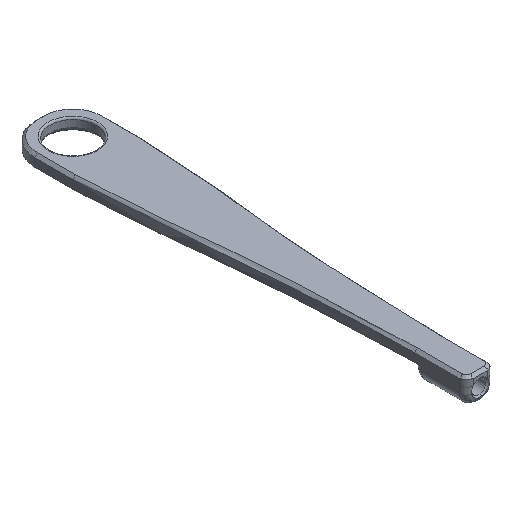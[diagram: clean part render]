
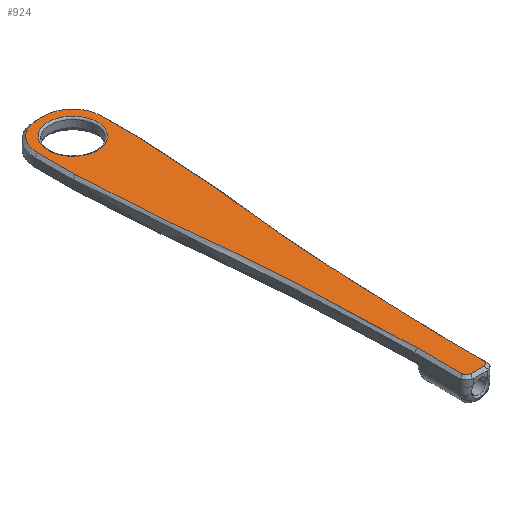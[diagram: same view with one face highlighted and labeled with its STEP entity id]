
A CAD part, isometric view. The second image highlights one B-rep face of the part: STEP entity #924.
In plain terms, the highlighted planar face has unit normal (0, 0, 1).
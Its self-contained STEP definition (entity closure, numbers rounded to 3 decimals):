
#37=FACE_BOUND('',#299,.T.);
#40=B_SPLINE_CURVE_WITH_KNOTS('',3,(#1344,#1345,#1346,#1347,#1348,#1349,
#1350,#1351,#1352,#1353,#1354,#1355,#1356,#1357,#1358,#1359,#1360,#1361,
#1362,#1363),.UNSPECIFIED.,.F.,.F.,(4,1,1,1,1,1,1,1,1,1,1,1,1,1,1,1,1,4),
(-1.,-0.929,-0.857,-0.786,-0.714,
-0.643,-0.571,-0.5,-0.429,
-0.381,-0.333,-0.286,-0.238,
-0.19,-0.143,-0.071,-0.036,
0.),.UNSPECIFIED.);
#41=B_SPLINE_CURVE_WITH_KNOTS('',3,(#1375,#1376,#1377,#1378,#1379,#1380,
#1381,#1382,#1383,#1384,#1385,#1386,#1387,#1388,#1389,#1390,#1391,#1392,
#1393,#1394,#1395,#1396,#1397,#1398,#1399),.UNSPECIFIED.,.F.,.F.,(4,1,1,
1,1,1,1,1,1,1,1,1,1,1,1,1,1,1,1,1,1,1,4),(0.,0.036,
0.071,0.143,0.19,0.238,
0.286,0.321,0.357,0.429,
0.5,0.571,0.667,0.679,
0.69,0.702,0.714,0.738,
0.762,0.81,0.857,0.929,
1.),.UNSPECIFIED.);
#75=ELLIPSE('',#1000,3.464,2.);
#76=ELLIPSE('',#1003,3.464,2.);
#83=PLANE('',#999);
#104=LINE('',#1342,#165);
#105=LINE('',#1365,#166);
#106=LINE('',#1369,#167);
#107=LINE('',#1373,#168);
#108=LINE('',#1401,#169);
#109=LINE('',#1404,#170);
#165=VECTOR('',#1102,10.);
#166=VECTOR('',#1103,10.);
#167=VECTOR('',#1106,10.);
#168=VECTOR('',#1109,10.);
#169=VECTOR('',#1110,10.);
#170=VECTOR('',#1113,10.);
#241=FACE_OUTER_BOUND('',#298,.T.);
#298=EDGE_LOOP('',(#637,#638,#639,#640,#641,#642,#643,#644,#645,#646,#647,
#648));
#299=EDGE_LOOP('',(#649));
#356=CIRCLE('',#994,7.1);
#360=CIRCLE('',#1001,8.2);
#361=CIRCLE('',#1002,8.2);
#395=VERTEX_POINT('',#1328);
#398=VERTEX_POINT('',#1338);
#399=VERTEX_POINT('',#1339);
#400=VERTEX_POINT('',#1341);
#401=VERTEX_POINT('',#1343);
#402=VERTEX_POINT('',#1364);
#403=VERTEX_POINT('',#1366);
#404=VERTEX_POINT('',#1368);
#405=VERTEX_POINT('',#1370);
#406=VERTEX_POINT('',#1372);
#407=VERTEX_POINT('',#1374);
#408=VERTEX_POINT('',#1400);
#409=VERTEX_POINT('',#1402);
#484=EDGE_CURVE('',#395,#395,#356,.T.);
#489=EDGE_CURVE('',#398,#399,#75,.T.);
#490=EDGE_CURVE('',#400,#398,#104,.T.);
#491=EDGE_CURVE('',#401,#400,#40,.T.);
#492=EDGE_CURVE('',#402,#401,#105,.T.);
#493=EDGE_CURVE('',#403,#402,#360,.T.);
#494=EDGE_CURVE('',#404,#403,#106,.T.);
#495=EDGE_CURVE('',#405,#404,#361,.T.);
#496=EDGE_CURVE('',#406,#405,#107,.T.);
#497=EDGE_CURVE('',#407,#406,#41,.T.);
#498=EDGE_CURVE('',#408,#407,#108,.T.);
#499=EDGE_CURVE('',#409,#408,#76,.T.);
#500=EDGE_CURVE('',#399,#409,#109,.T.);
#637=ORIENTED_EDGE('',*,*,#489,.F.);
#638=ORIENTED_EDGE('',*,*,#490,.F.);
#639=ORIENTED_EDGE('',*,*,#491,.F.);
#640=ORIENTED_EDGE('',*,*,#492,.F.);
#641=ORIENTED_EDGE('',*,*,#493,.F.);
#642=ORIENTED_EDGE('',*,*,#494,.F.);
#643=ORIENTED_EDGE('',*,*,#495,.F.);
#644=ORIENTED_EDGE('',*,*,#496,.F.);
#645=ORIENTED_EDGE('',*,*,#497,.F.);
#646=ORIENTED_EDGE('',*,*,#498,.F.);
#647=ORIENTED_EDGE('',*,*,#499,.F.);
#648=ORIENTED_EDGE('',*,*,#500,.F.);
#649=ORIENTED_EDGE('',*,*,#484,.F.);
#924=ADVANCED_FACE('',(#241,#37),#83,.F.);
#994=AXIS2_PLACEMENT_3D('',#1329,#1087,#1088);
#999=AXIS2_PLACEMENT_3D('',#1337,#1098,#1099);
#1000=AXIS2_PLACEMENT_3D('',#1340,#1100,#1101);
#1001=AXIS2_PLACEMENT_3D('',#1367,#1104,#1105);
#1002=AXIS2_PLACEMENT_3D('',#1371,#1107,#1108);
#1003=AXIS2_PLACEMENT_3D('',#1403,#1111,#1112);
#1087=DIRECTION('center_axis',(0.,0.,1.));
#1088=DIRECTION('ref_axis',(-1.,0.,0.));
#1098=DIRECTION('center_axis',(0.,0.,-1.));
#1099=DIRECTION('ref_axis',(1.,0.,0.));
#1100=DIRECTION('center_axis',(0.,0.,-1.));
#1101=DIRECTION('ref_axis',(0.707,-0.707,0.));
#1102=DIRECTION('',(0.,-1.,0.));
#1103=DIRECTION('',(0.,-1.,0.));
#1104=DIRECTION('center_axis',(0.,0.,-1.));
#1105=DIRECTION('ref_axis',(0.707,0.707,0.));
#1106=DIRECTION('',(1.,0.,0.));
#1107=DIRECTION('center_axis',(0.,0.,-1.));
#1108=DIRECTION('ref_axis',(-0.707,0.707,0.));
#1109=DIRECTION('',(0.,1.,0.));
#1110=DIRECTION('',(0.,1.,0.));
#1111=DIRECTION('center_axis',(0.,0.,-1.));
#1112=DIRECTION('ref_axis',(-0.707,-0.707,0.));
#1113=DIRECTION('',(-1.,0.,0.));
#1328=CARTESIAN_POINT('',(-187.962,362.,-26.5));
#1329=CARTESIAN_POINT('Origin',(-195.062,362.,-26.5));
#1337=CARTESIAN_POINT('Origin',(-195.062,308.25,-26.5));
#1338=CARTESIAN_POINT('',(-191.862,246.714,-26.5));
#1339=CARTESIAN_POINT('',(-193.277,245.3,-26.5));
#1340=CARTESIAN_POINT('Origin',(-194.691,248.128,-26.5));
#1341=CARTESIAN_POINT('',(-191.862,259.501,-26.5));
#1342=CARTESIAN_POINT('',(-191.862,283.875,-26.5));
#1343=CARTESIAN_POINT('',(-185.862,352.,-26.5));
#1344=CARTESIAN_POINT('Ctrl Pts',(-185.862,352.,-26.5));
#1345=CARTESIAN_POINT('Ctrl Pts',(-185.862,351.458,-26.5));
#1346=CARTESIAN_POINT('Ctrl Pts',(-185.981,349.058,-26.5));
#1347=CARTESIAN_POINT('Ctrl Pts',(-186.407,342.894,-26.5));
#1348=CARTESIAN_POINT('Ctrl Pts',(-186.857,336.245,-26.5));
#1349=CARTESIAN_POINT('Ctrl Pts',(-187.201,330.751,-26.5));
#1350=CARTESIAN_POINT('Ctrl Pts',(-187.517,326.525,-26.5));
#1351=CARTESIAN_POINT('Ctrl Pts',(-187.96,322.586,-26.5));
#1352=CARTESIAN_POINT('Ctrl Pts',(-188.613,317.51,-26.5));
#1353=CARTESIAN_POINT('Ctrl Pts',(-189.317,310.91,-26.5));
#1354=CARTESIAN_POINT('Ctrl Pts',(-189.935,303.343,-26.5));
#1355=CARTESIAN_POINT('Ctrl Pts',(-190.424,295.87,-26.5));
#1356=CARTESIAN_POINT('Ctrl Pts',(-190.841,287.933,-26.5));
#1357=CARTESIAN_POINT('Ctrl Pts',(-191.174,280.65,-26.5));
#1358=CARTESIAN_POINT('Ctrl Pts',(-191.429,275.158,-26.5));
#1359=CARTESIAN_POINT('Ctrl Pts',(-191.648,270.671,-26.5));
#1360=CARTESIAN_POINT('Ctrl Pts',(-191.774,267.533,-26.5));
#1361=CARTESIAN_POINT('Ctrl Pts',(-191.84,263.557,-26.5));
#1362=CARTESIAN_POINT('Ctrl Pts',(-191.857,260.969,-26.5));
#1363=CARTESIAN_POINT('Ctrl Pts',(-191.862,259.501,-26.5));
#1364=CARTESIAN_POINT('',(-185.862,363.,-26.5));
#1365=CARTESIAN_POINT('',(-185.862,340.125,-26.5));
#1366=CARTESIAN_POINT('',(-194.062,371.2,-26.5));
#1367=CARTESIAN_POINT('Origin',(-194.062,363.,-26.5));
#1368=CARTESIAN_POINT('',(-196.062,371.2,-26.5));
#1369=CARTESIAN_POINT('',(-200.062,371.2,-26.5));
#1370=CARTESIAN_POINT('',(-204.262,363.,-26.5));
#1371=CARTESIAN_POINT('Origin',(-196.062,363.,-26.5));
#1372=CARTESIAN_POINT('',(-204.262,352.,-26.5));
#1373=CARTESIAN_POINT('',(-204.262,330.125,-26.5));
#1374=CARTESIAN_POINT('',(-198.262,259.501,-26.5));
#1375=CARTESIAN_POINT('Ctrl Pts',(-198.262,259.501,-26.5));
#1376=CARTESIAN_POINT('Ctrl Pts',(-198.267,260.969,-26.5));
#1377=CARTESIAN_POINT('Ctrl Pts',(-198.285,263.558,-26.5));
#1378=CARTESIAN_POINT('Ctrl Pts',(-198.35,267.533,-26.5));
#1379=CARTESIAN_POINT('Ctrl Pts',(-198.477,270.672,-26.5));
#1380=CARTESIAN_POINT('Ctrl Pts',(-198.696,275.158,-26.5));
#1381=CARTESIAN_POINT('Ctrl Pts',(-198.951,280.651,-26.5));
#1382=CARTESIAN_POINT('Ctrl Pts',(-199.256,287.321,-26.5));
#1383=CARTESIAN_POINT('Ctrl Pts',(-199.595,293.878,-26.5));
#1384=CARTESIAN_POINT('Ctrl Pts',(-200.058,301.575,-26.5));
#1385=CARTESIAN_POINT('Ctrl Pts',(-200.72,310.092,-26.5));
#1386=CARTESIAN_POINT('Ctrl Pts',(-201.511,317.505,-26.5));
#1387=CARTESIAN_POINT('Ctrl Pts',(-202.238,323.151,-26.5));
#1388=CARTESIAN_POINT('Ctrl Pts',(-202.576,326.281,-26.5));
#1389=CARTESIAN_POINT('Ctrl Pts',(-202.764,328.666,-26.5));
#1390=CARTESIAN_POINT('Ctrl Pts',(-202.82,329.402,-26.5));
#1391=CARTESIAN_POINT('Ctrl Pts',(-202.874,330.165,-26.5));
#1392=CARTESIAN_POINT('Ctrl Pts',(-202.947,331.223,-26.5));
#1393=CARTESIAN_POINT('Ctrl Pts',(-203.039,332.628,-26.5));
#1394=CARTESIAN_POINT('Ctrl Pts',(-203.196,335.062,-26.5));
#1395=CARTESIAN_POINT('Ctrl Pts',(-203.418,338.461,-26.5));
#1396=CARTESIAN_POINT('Ctrl Pts',(-203.766,343.582,-26.5));
#1397=CARTESIAN_POINT('Ctrl Pts',(-204.144,349.056,-26.5));
#1398=CARTESIAN_POINT('Ctrl Pts',(-204.262,351.458,-26.5));
#1399=CARTESIAN_POINT('Ctrl Pts',(-204.262,352.,-26.5));
#1400=CARTESIAN_POINT('',(-198.262,246.714,-26.5));
#1401=CARTESIAN_POINT('',(-198.262,276.375,-26.5));
#1402=CARTESIAN_POINT('',(-196.848,245.3,-26.5));
#1403=CARTESIAN_POINT('Origin',(-195.434,248.128,-26.5));
#1404=CARTESIAN_POINT('',(-193.062,245.3,-26.5));
